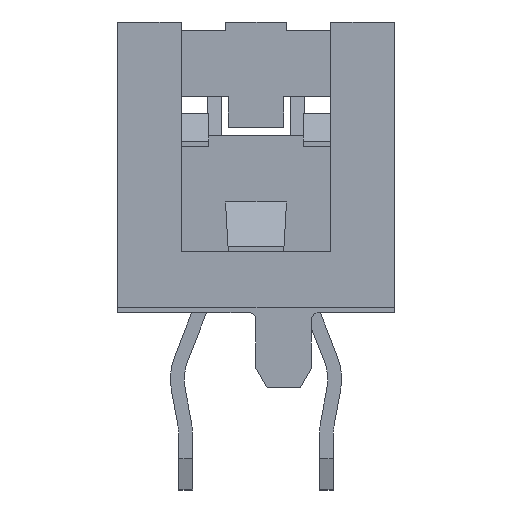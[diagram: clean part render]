
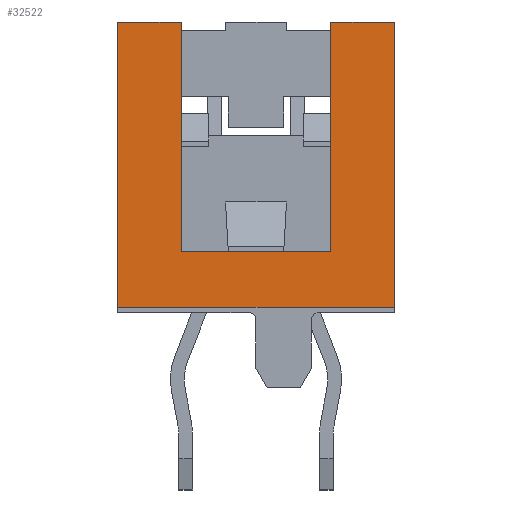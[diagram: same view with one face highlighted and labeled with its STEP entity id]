
A CAD part, left-side view. The second image highlights one B-rep face of the part: STEP entity #32522.
In plain terms, the highlighted face is planar.
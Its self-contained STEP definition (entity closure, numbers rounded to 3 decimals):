
#8538=ORIENTED_EDGE('',*,*,#14648,.F.);
#8539=ORIENTED_EDGE('',*,*,#14633,.F.);
#8540=ORIENTED_EDGE('',*,*,#14652,.T.);
#8541=ORIENTED_EDGE('',*,*,#14808,.T.);
#8542=ORIENTED_EDGE('',*,*,#14758,.F.);
#8543=ORIENTED_EDGE('',*,*,#14729,.T.);
#8544=ORIENTED_EDGE('',*,*,#14757,.T.);
#8545=ORIENTED_EDGE('',*,*,#14810,.T.);
#14633=EDGE_CURVE('',#18334,#18335,#21779,.T.);
#14648=EDGE_CURVE('',#18335,#18343,#21794,.T.);
#14652=EDGE_CURVE('',#18334,#18345,#21798,.T.);
#14729=EDGE_CURVE('',#18392,#18393,#21853,.T.);
#14757=EDGE_CURVE('',#18393,#18395,#21881,.T.);
#14758=EDGE_CURVE('',#18392,#18396,#21882,.T.);
#14808=EDGE_CURVE('',#18345,#18396,#21910,.T.);
#14810=EDGE_CURVE('',#18395,#18343,#21912,.T.);
#18334=VERTEX_POINT('',#51774);
#18335=VERTEX_POINT('',#51776);
#18343=VERTEX_POINT('',#51801);
#18345=VERTEX_POINT('',#51807);
#18392=VERTEX_POINT('',#51955);
#18393=VERTEX_POINT('',#51957);
#18395=VERTEX_POINT('',#51989);
#18396=VERTEX_POINT('',#52014);
#21779=LINE('',#51775,#25637);
#21794=LINE('',#51800,#25652);
#21798=LINE('',#51808,#25656);
#21853=LINE('',#51958,#25711);
#21881=LINE('',#51990,#25739);
#21882=LINE('',#52013,#25740);
#21910=LINE('',#52112,#25768);
#21912=LINE('',#52115,#25770);
#25637=VECTOR('',#42423,1000.);
#25652=VECTOR('',#42442,1000.);
#25656=VECTOR('',#42448,1000.);
#25711=VECTOR('',#42597,1000.);
#25739=VECTOR('',#42629,1000.);
#25740=VECTOR('',#42674,1000.);
#25768=VECTOR('',#42752,1000.);
#25770=VECTOR('',#42756,1000.);
#28116=EDGE_LOOP('',(#8538,#8539,#8540,#8541,#8542,#8543,#8544,#8545));
#29754=FACE_BOUND('',#28116,.T.);
#30952=PLANE('',#35287);
#32522=ADVANCED_FACE('',(#29754),#30952,.F.);
#35287=AXIS2_PLACEMENT_3D('',#52116,#42757,#42758);
#42423=DIRECTION('',(0.,-1.,0.));
#42442=DIRECTION('',(0.,0.,-1.));
#42448=DIRECTION('',(0.,0.,-1.));
#42597=DIRECTION('',(0.,-1.,0.));
#42629=DIRECTION('',(0.,0.,-1.));
#42674=DIRECTION('',(0.,0.,-1.));
#42752=DIRECTION('',(0.,1.,0.));
#42756=DIRECTION('',(0.,1.,0.));
#42757=DIRECTION('',(-1.,0.,0.));
#42758=DIRECTION('',(0.,0.,1.));
#51774=CARTESIAN_POINT('',(15.685,1.35,2.5));
#51775=CARTESIAN_POINT('',(15.685,1.35,2.5));
#51776=CARTESIAN_POINT('',(15.685,-1.35,2.5));
#51800=CARTESIAN_POINT('',(15.685,-1.35,-1.5));
#51801=CARTESIAN_POINT('',(15.685,-1.35,-1.65));
#51807=CARTESIAN_POINT('',(15.685,1.35,-1.65));
#51808=CARTESIAN_POINT('',(15.685,1.35,-1.5));
#51955=CARTESIAN_POINT('',(15.685,2.5,3.5));
#51957=CARTESIAN_POINT('',(15.685,-2.5,3.5));
#51958=CARTESIAN_POINT('',(15.685,2.5,3.5));
#51989=CARTESIAN_POINT('',(15.685,-2.5,-1.65));
#51990=CARTESIAN_POINT('',(15.685,-2.5,-0.3));
#52013=CARTESIAN_POINT('',(15.685,2.5,-0.3));
#52014=CARTESIAN_POINT('',(15.685,2.5,-1.65));
#52112=CARTESIAN_POINT('',(15.685,-2.5,-1.65));
#52115=CARTESIAN_POINT('',(15.685,-2.5,-1.65));
#52116=CARTESIAN_POINT('',(15.685,-2.5,-0.3));
